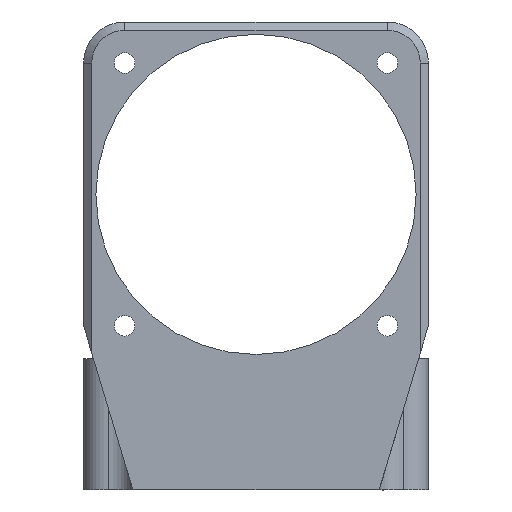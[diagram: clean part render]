
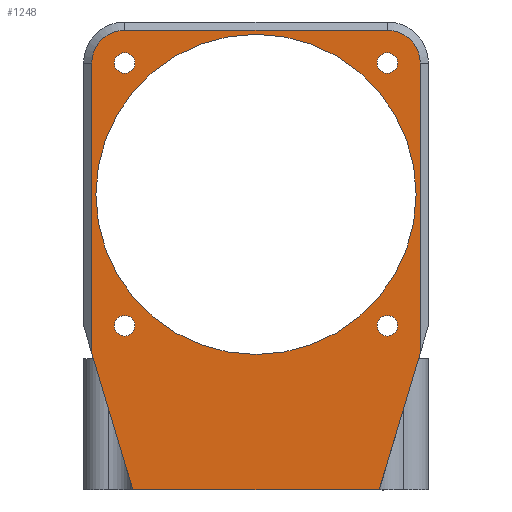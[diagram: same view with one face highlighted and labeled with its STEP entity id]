
A CAD part, front view. The second image highlights one B-rep face of the part: STEP entity #1248.
In plain terms, the highlighted planar face has unit normal (0, -1, 0).
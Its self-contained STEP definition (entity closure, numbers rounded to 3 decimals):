
#33=FACE_BOUND('',#220,.T.);
#34=FACE_BOUND('',#221,.T.);
#35=FACE_BOUND('',#222,.T.);
#36=FACE_BOUND('',#223,.T.);
#37=FACE_BOUND('',#224,.T.);
#67=CIRCLE('',#1349,4.);
#68=CIRCLE('',#1350,4.);
#69=CIRCLE('',#1351,1.25);
#70=CIRCLE('',#1352,19.5);
#71=CIRCLE('',#1353,1.25);
#72=CIRCLE('',#1354,1.25);
#73=CIRCLE('',#1355,1.25);
#150=FACE_OUTER_BOUND('',#219,.T.);
#219=EDGE_LOOP('',(#872,#873,#874,#875,#876,#877,#878,#879));
#220=EDGE_LOOP('',(#880));
#221=EDGE_LOOP('',(#881));
#222=EDGE_LOOP('',(#882));
#223=EDGE_LOOP('',(#883));
#224=EDGE_LOOP('',(#884));
#300=LINE('',#1855,#408);
#308=LINE('',#1877,#416);
#317=LINE('',#1931,#425);
#318=LINE('',#1935,#426);
#319=LINE('',#1939,#427);
#320=LINE('',#1940,#428);
#408=VECTOR('',#1467,10.);
#416=VECTOR('',#1485,10.);
#425=VECTOR('',#1532,10.);
#426=VECTOR('',#1535,10.);
#427=VECTOR('',#1538,10.);
#428=VECTOR('',#1539,10.);
#516=VERTEX_POINT('',#1853);
#517=VERTEX_POINT('',#1854);
#526=VERTEX_POINT('',#1876);
#552=VERTEX_POINT('',#1930);
#553=VERTEX_POINT('',#1932);
#554=VERTEX_POINT('',#1934);
#555=VERTEX_POINT('',#1936);
#556=VERTEX_POINT('',#1938);
#557=VERTEX_POINT('',#1941);
#558=VERTEX_POINT('',#1943);
#559=VERTEX_POINT('',#1945);
#560=VERTEX_POINT('',#1947);
#561=VERTEX_POINT('',#1949);
#641=EDGE_CURVE('',#516,#517,#300,.T.);
#652=EDGE_CURVE('',#526,#517,#308,.T.);
#679=EDGE_CURVE('',#552,#516,#317,.T.);
#680=EDGE_CURVE('',#553,#552,#67,.T.);
#681=EDGE_CURVE('',#554,#553,#318,.T.);
#682=EDGE_CURVE('',#555,#554,#68,.T.);
#683=EDGE_CURVE('',#556,#555,#319,.T.);
#684=EDGE_CURVE('',#526,#556,#320,.T.);
#685=EDGE_CURVE('',#557,#557,#69,.T.);
#686=EDGE_CURVE('',#558,#558,#70,.T.);
#687=EDGE_CURVE('',#559,#559,#71,.T.);
#688=EDGE_CURVE('',#560,#560,#72,.T.);
#689=EDGE_CURVE('',#561,#561,#73,.T.);
#872=ORIENTED_EDGE('',*,*,#641,.F.);
#873=ORIENTED_EDGE('',*,*,#679,.F.);
#874=ORIENTED_EDGE('',*,*,#680,.F.);
#875=ORIENTED_EDGE('',*,*,#681,.F.);
#876=ORIENTED_EDGE('',*,*,#682,.F.);
#877=ORIENTED_EDGE('',*,*,#683,.F.);
#878=ORIENTED_EDGE('',*,*,#684,.F.);
#879=ORIENTED_EDGE('',*,*,#652,.T.);
#880=ORIENTED_EDGE('',*,*,#685,.T.);
#881=ORIENTED_EDGE('',*,*,#686,.T.);
#882=ORIENTED_EDGE('',*,*,#687,.T.);
#883=ORIENTED_EDGE('',*,*,#688,.T.);
#884=ORIENTED_EDGE('',*,*,#689,.T.);
#1216=PLANE('',#1348);
#1248=ADVANCED_FACE('',(#150,#33,#34,#35,#36,#37),#1216,.T.);
#1348=AXIS2_PLACEMENT_3D('',#1929,#1530,#1531);
#1349=AXIS2_PLACEMENT_3D('',#1933,#1533,#1534);
#1350=AXIS2_PLACEMENT_3D('',#1937,#1536,#1537);
#1351=AXIS2_PLACEMENT_3D('',#1942,#1540,#1541);
#1352=AXIS2_PLACEMENT_3D('',#1944,#1542,#1543);
#1353=AXIS2_PLACEMENT_3D('',#1946,#1544,#1545);
#1354=AXIS2_PLACEMENT_3D('',#1948,#1546,#1547);
#1355=AXIS2_PLACEMENT_3D('',#1950,#1548,#1549);
#1467=DIRECTION('',(-0.287,0.,-0.958));
#1485=DIRECTION('',(1.,0.,0.));
#1530=DIRECTION('center_axis',(0.,-1.,0.));
#1531=DIRECTION('ref_axis',(0.,0.,
1.));
#1532=DIRECTION('',(0.,0.,-1.));
#1533=DIRECTION('center_axis',(0.,1.,0.));
#1534=DIRECTION('ref_axis',(0.707,0.,0.707));
#1535=DIRECTION('',(1.,0.,0.));
#1536=DIRECTION('center_axis',(0.,1.,0.));
#1537=DIRECTION('ref_axis',(-0.707,0.,0.707));
#1538=DIRECTION('',(0.,0.,1.));
#1539=DIRECTION('',(-0.287,0.,0.958));
#1540=DIRECTION('center_axis',(0.,1.,0.));
#1541=DIRECTION('ref_axis',(0.,0.,
1.));
#1542=DIRECTION('center_axis',(0.,1.,0.));
#1543=DIRECTION('ref_axis',(0.,0.,
1.));
#1544=DIRECTION('center_axis',(0.,1.,0.));
#1545=DIRECTION('ref_axis',(0.,0.,
1.));
#1546=DIRECTION('center_axis',(0.,1.,0.));
#1547=DIRECTION('ref_axis',(0.,0.,
1.));
#1548=DIRECTION('center_axis',(0.,1.,0.));
#1549=DIRECTION('ref_axis',(0.,0.,
1.));
#1853=CARTESIAN_POINT('',(156.785,30.6,19.667));
#1854=CARTESIAN_POINT('',(151.785,30.6,3.));
#1855=CARTESIAN_POINT('',(155.693,30.6,16.028));
#1876=CARTESIAN_POINT('',(121.785,30.6,3.));
#1877=CARTESIAN_POINT('',(118.785,30.6,3.));
#1929=CARTESIAN_POINT('Origin',(156.785,30.6,19.));
#1930=CARTESIAN_POINT('',(156.785,30.6,55.));
#1931=CARTESIAN_POINT('',(156.785,30.6,26.));
#1932=CARTESIAN_POINT('',(152.785,30.6,59.));
#1933=CARTESIAN_POINT('Origin',(152.785,30.6,55.));
#1934=CARTESIAN_POINT('',(120.785,30.6,59.));
#1935=CARTESIAN_POINT('',(146.785,30.6,59.));
#1936=CARTESIAN_POINT('',(116.785,30.6,55.));
#1937=CARTESIAN_POINT('Origin',(120.785,30.6,55.));
#1938=CARTESIAN_POINT('',(116.785,30.6,19.667));
#1939=CARTESIAN_POINT('',(116.785,30.6,40.5));
#1940=CARTESIAN_POINT('',(119.528,30.6,10.523));
#1941=CARTESIAN_POINT('',(152.785,30.6,53.75));
#1942=CARTESIAN_POINT('Origin',(152.785,30.6,55.));
#1943=CARTESIAN_POINT('',(136.785,30.6,19.5));
#1944=CARTESIAN_POINT('Origin',(136.785,30.6,39.));
#1945=CARTESIAN_POINT('',(120.785,30.6,53.75));
#1946=CARTESIAN_POINT('Origin',(120.785,30.6,55.));
#1947=CARTESIAN_POINT('',(152.785,30.6,21.75));
#1948=CARTESIAN_POINT('Origin',(152.785,30.6,23.));
#1949=CARTESIAN_POINT('',(120.785,30.6,21.75));
#1950=CARTESIAN_POINT('Origin',(120.785,30.6,23.));
